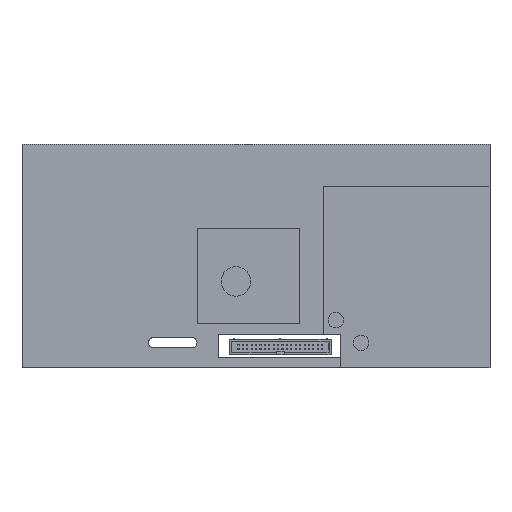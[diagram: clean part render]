
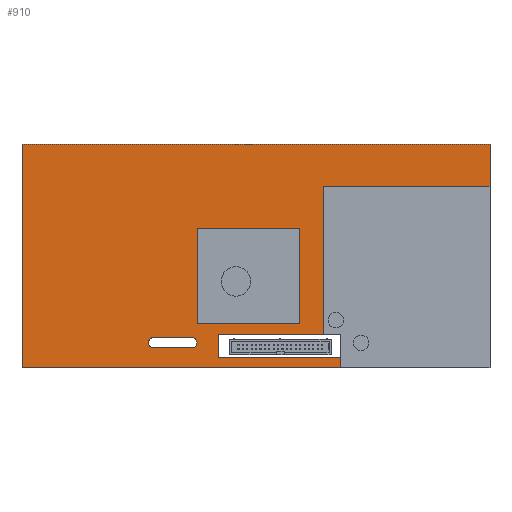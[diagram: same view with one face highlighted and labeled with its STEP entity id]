
A CAD part, top view. The second image highlights one B-rep face of the part: STEP entity #910.
In plain terms, the highlighted planar face has unit normal (0, 0, 1).
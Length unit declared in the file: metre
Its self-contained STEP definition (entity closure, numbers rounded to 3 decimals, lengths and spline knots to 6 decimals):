
#910=ADVANCED_FACE('1:10070',(#2560,#2561,#2562),#2563,.T.);
#2560=FACE_OUTER_BOUND('',#5048,.T.);
#2561=FACE_BOUND('',#5049,.T.);
#2562=FACE_BOUND('',#5050,.T.);
#2563=PLANE('',#5051);
#5048=EDGE_LOOP('',(#7632,#7633,#7634,#7635,#7636,#7637,#7638,#7639,#7640,#7641));
#5049=EDGE_LOOP('',(#7642,#7643,#7644,#7645));
#5050=EDGE_LOOP('',(#7646,#7647,#7648,#7649));
#5051=AXIS2_PLACEMENT_3D('',#7650,#7651,#7652);
#7632=ORIENTED_EDGE('',*,*,#14241,.F.);
#7633=ORIENTED_EDGE('',*,*,#14242,.F.);
#7634=ORIENTED_EDGE('',*,*,#14198,.F.);
#7635=ORIENTED_EDGE('',*,*,#14230,.T.);
#7636=ORIENTED_EDGE('',*,*,#14233,.T.);
#7637=ORIENTED_EDGE('',*,*,#14205,.T.);
#7638=ORIENTED_EDGE('',*,*,#14202,.T.);
#7639=ORIENTED_EDGE('',*,*,#14171,.T.);
#7640=ORIENTED_EDGE('',*,*,#14210,.T.);
#7641=ORIENTED_EDGE('',*,*,#14235,.T.);
#7642=ORIENTED_EDGE('',*,*,#14243,.F.);
#7643=ORIENTED_EDGE('',*,*,#14244,.T.);
#7644=ORIENTED_EDGE('',*,*,#14183,.T.);
#7645=ORIENTED_EDGE('',*,*,#14245,.F.);
#7646=ORIENTED_EDGE('',*,*,#14218,.T.);
#7647=ORIENTED_EDGE('',*,*,#14222,.T.);
#7648=ORIENTED_EDGE('',*,*,#14225,.T.);
#7649=ORIENTED_EDGE('',*,*,#14228,.T.);
#7650=CARTESIAN_POINT('',(0.0,0.0,0.001));
#7651=DIRECTION('',(0.0,0.0,1.0));
#7652=DIRECTION('',(1.0,0.0,0.0));
#14171=EDGE_CURVE('0:1155',#16747,#16745,#16748,.F.);
#14183=EDGE_CURVE('1:3887',#16769,#16767,#16770,.T.);
#14198=EDGE_CURVE('1:10056',#16792,#16794,#16795,.T.);
#14202=EDGE_CURVE('0:1137',#16799,#16747,#16800,.F.);
#14205=EDGE_CURVE('1:3776',#16803,#16799,#16804,.F.);
#14210=EDGE_CURVE('1:3731',#16745,#16808,#16810,.F.);
#14218=EDGE_CURVE('1:8087',#16821,#16822,#16823,.T.);
#14222=EDGE_CURVE('1:8097',#16822,#16827,#16828,.T.);
#14225=EDGE_CURVE('1:8107',#16827,#16831,#16832,.T.);
#14228=EDGE_CURVE('1:8117',#16831,#16821,#16835,.T.);
#14230=EDGE_CURVE('1:9169',#16792,#16837,#16838,.T.);
#14233=EDGE_CURVE('1:9179',#16837,#16803,#16841,.T.);
#14235=EDGE_CURVE('1:10083',#16808,#16843,#16844,.T.);
#14241=EDGE_CURVE('1:10079',#16850,#16843,#16851,.T.);
#14242=EDGE_CURVE('1:10063',#16794,#16850,#16852,.T.);
#14243=EDGE_CURVE('1:3903',#16853,#16854,#16855,.T.);
#14244=EDGE_CURVE('1:3875',#16853,#16769,#16856,.T.);
#14245=EDGE_CURVE('1:3881',#16854,#16767,#16857,.T.);
#16745=VERTEX_POINT('',#20399);
#16747=VERTEX_POINT('',#20402);
#16748=LINE('',#20403,#20404);
#16767=VERTEX_POINT('',#20429);
#16769=VERTEX_POINT('',#20432);
#16770=CIRCLE('',#20433,0.003);
#16792=VERTEX_POINT('',#20465);
#16794=VERTEX_POINT('',#20468);
#16795=LINE('',#20469,#20470);
#16799=VERTEX_POINT('',#20476);
#16800=LINE('',#20477,#20478);
#16803=VERTEX_POINT('',#20482);
#16804=LINE('',#20483,#20484);
#16808=VERTEX_POINT('',#20490);
#16810=LINE('',#20493,#20494);
#16821=VERTEX_POINT('',#20505);
#16822=VERTEX_POINT('',#20506);
#16823=LINE('',#20507,#20508);
#16827=VERTEX_POINT('',#20514);
#16828=LINE('',#20515,#20516);
#16831=VERTEX_POINT('',#20520);
#16832=LINE('',#20521,#20522);
#16835=LINE('',#20526,#20527);
#16837=VERTEX_POINT('',#20529);
#16838=LINE('',#20530,#20531);
#16841=LINE('',#20535,#20536);
#16843=VERTEX_POINT('',#20538);
#16844=LINE('',#20539,#20540);
#16850=VERTEX_POINT('',#20547);
#16851=LINE('',#20548,#20549);
#16852=LINE('',#20550,#20551);
#16853=VERTEX_POINT('',#20552);
#16854=VERTEX_POINT('',#20553);
#16855=CIRCLE('',#20554,0.003);
#16856=LINE('',#20555,#20556);
#16857=LINE('',#20557,#20558);
#20399=CARTESIAN_POINT('',(-0.14757,-0.02913,0.001));
#20402=CARTESIAN_POINT('',(-0.14757,0.09951,0.001));
#20403=CARTESIAN_POINT('',(-0.14757,-0.028,0.001));
#20404=VECTOR('',#25781,1.0);
#20429=CARTESIAN_POINT('',(-0.049645,-0.01781,0.001));
#20432=CARTESIAN_POINT('',(-0.049645,-0.01181,0.001));
#20433=AXIS2_PLACEMENT_3D('',#25795,#25796,#25797);
#20465=CARTESIAN_POINT('',(0.026355,-0.00981,0.001));
#20468=CARTESIAN_POINT('',(-0.034539,-0.00981,0.001));
#20469=CARTESIAN_POINT('',(0.026355,-0.00981,0.001));
#20470=VECTOR('',#25812,1.0);
#20476=CARTESIAN_POINT('',(0.12228,0.09951,0.001));
#20477=CARTESIAN_POINT('',(-0.027,0.09951,0.001));
#20478=VECTOR('',#25815,1.0);
#20482=CARTESIAN_POINT('',(0.12228,0.07519,0.001));
#20483=CARTESIAN_POINT('',(0.12228,0.025,0.001));
#20484=VECTOR('',#25817,1.0);
#20490=CARTESIAN_POINT('',(0.036355,-0.02913,0.001));
#20493=CARTESIAN_POINT('',(0.028,-0.02913,0.001));
#20494=VECTOR('',#25821,1.0);
#20505=CARTESIAN_POINT('',(-0.046645,0.05119,0.001));
#20506=CARTESIAN_POINT('',(0.012355,0.05119,0.001));
#20507=CARTESIAN_POINT('',(-0.046645,0.05119,0.001));
#20508=VECTOR('',#25831,1.0);
#20514=CARTESIAN_POINT('',(0.012355,-0.00381,0.001));
#20515=CARTESIAN_POINT('',(0.012355,0.05119,0.001));
#20516=VECTOR('',#25834,1.0);
#20520=CARTESIAN_POINT('',(-0.046645,-0.00381,0.001));
#20521=CARTESIAN_POINT('',(0.012355,-0.00381,0.001));
#20522=VECTOR('',#25836,1.0);
#20526=CARTESIAN_POINT('',(-0.046645,-0.00381,0.001));
#20527=VECTOR('',#25838,1.0);
#20529=CARTESIAN_POINT('',(0.026355,0.07519,0.001));
#20530=CARTESIAN_POINT('',(0.026355,-0.00981,0.001));
#20531=VECTOR('',#25839,1.0);
#20535=CARTESIAN_POINT('',(0.026355,0.07519,0.001));
#20536=VECTOR('',#25841,1.0);
#20538=CARTESIAN_POINT('',(0.036355,-0.023144,0.001));
#20539=CARTESIAN_POINT('',(0.036355,-0.02913,0.001));
#20540=VECTOR('',#25842,1.0);
#20547=CARTESIAN_POINT('',(-0.034539,-0.023144,0.001));
#20548=CARTESIAN_POINT('',(-0.034539,-0.023144,0.001));
#20549=VECTOR('',#25844,1.0);
#20550=CARTESIAN_POINT('',(-0.034539,-0.00981,0.001));
#20551=VECTOR('',#25845,1.0);
#20552=CARTESIAN_POINT('',(-0.071645,-0.01181,0.001));
#20553=CARTESIAN_POINT('',(-0.071645,-0.01781,0.001));
#20554=AXIS2_PLACEMENT_3D('',#25846,#25847,#25848);
#20555=CARTESIAN_POINT('',(-0.071645,-0.01181,0.001));
#20556=VECTOR('',#25849,1.0);
#20557=CARTESIAN_POINT('',(-0.071645,-0.01781,0.001));
#20558=VECTOR('',#25850,1.0);
#25781=DIRECTION('',(0.0,1.0,0.0));
#25795=CARTESIAN_POINT('',(-0.049645,-0.01481,0.001));
#25796=DIRECTION('',(0.0,0.0,-1.0));
#25797=DIRECTION('',(0.0,1.0,0.0));
#25812=DIRECTION('',(-1.0,0.0,0.));
#25815=DIRECTION('',(1.0,0.0,0.0));
#25817=DIRECTION('',(0.0,-1.0,0.0));
#25821=DIRECTION('',(-1.0,0.,0.0));
#25831=DIRECTION('',(1.0,0.,0.0));
#25834=DIRECTION('',(0.0,-1.0,0.0));
#25836=DIRECTION('',(-1.0,0.,0.0));
#25838=DIRECTION('',(0.,1.0,0.0));
#25839=DIRECTION('',(0.0,1.0,0.0));
#25841=DIRECTION('',(1.0,0.0,0.0));
#25842=DIRECTION('',(0.0,1.0,0.0));
#25844=DIRECTION('',(1.0,0.,0.));
#25845=DIRECTION('',(0.,-1.0,0.));
#25846=CARTESIAN_POINT('',(-0.071645,-0.01481,0.001));
#25847=DIRECTION('',(-0.0,0.0,1.0));
#25848=DIRECTION('',(0.0,1.0,0.0));
#25849=DIRECTION('',(1.0,0.0,0.0));
#25850=DIRECTION('',(1.0,0.0,0.0));
